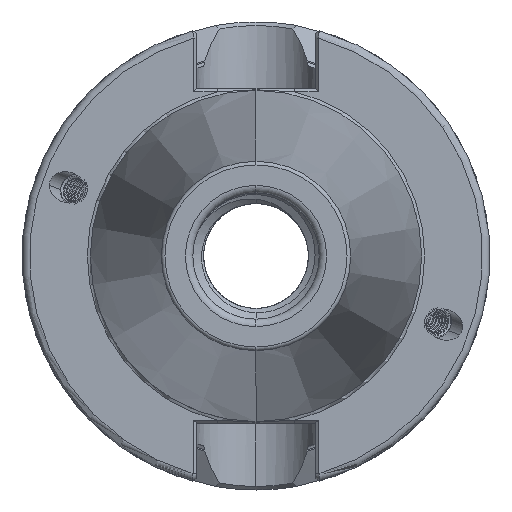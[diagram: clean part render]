
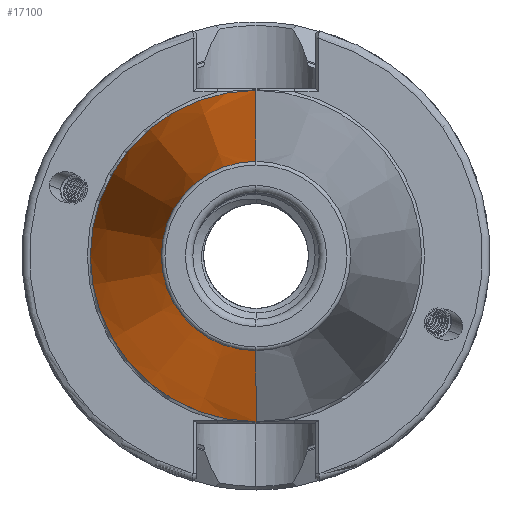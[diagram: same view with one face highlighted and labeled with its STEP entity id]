
A CAD part, left-side view. The second image highlights one B-rep face of the part: STEP entity #17100.
In plain terms, the highlighted conical face has half-angle 8.297 degrees and reference radius 22.298 mm.
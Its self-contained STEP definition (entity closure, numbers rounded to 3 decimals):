
#2746 = FACE_OUTER_BOUND ( 'NONE', #6569, .T. ) ;
#2765 = CONICAL_SURFACE ( 'NONE', #14835, 22.298, 0.145 ) ;
#3379 = VERTEX_POINT ( 'NONE', #7516 ) ;
#3382 = VERTEX_POINT ( 'NONE', #7476 ) ;
#3385 = VERTEX_POINT ( 'NONE', #7501 ) ;
#4747 = ORIENTED_EDGE ( 'NONE', *, *, #4870, .F. ) ;
#4751 = ORIENTED_EDGE ( 'NONE', *, *, #4879, .T. ) ;
#4755 = ORIENTED_EDGE ( 'NONE', *, *, #4867, .T. ) ;
#4762 = ORIENTED_EDGE ( 'NONE', *, *, #4909, .F. ) ;
#4867 = EDGE_CURVE ( 'NONE', #3382, #3385, #9215, .T. ) ;
#4870 = EDGE_CURVE ( 'NONE', #18213, #3385, #9245, .T. ) ;
#4879 = EDGE_CURVE ( 'NONE', #3379, #3382, #9232, .T. ) ;
#4909 = EDGE_CURVE ( 'NONE', #3379, #18213, #9296, .T. ) ;
#6569 = EDGE_LOOP ( 'NONE', ( #4751, #4755, #4747, #4762 ) ) ;
#7075 = CARTESIAN_POINT ( 'NONE',  ( -1.5, 0., -22.298 ) ) ;
#7077 = DIRECTION ( 'NONE',  ( 0.99, 0., -0.144 ) ) ;
#7476 = CARTESIAN_POINT ( 'NONE',  ( -66.972, 0., 12.75 ) ) ;
#7501 = CARTESIAN_POINT ( 'NONE',  ( -1.5, 0., 22.298 ) ) ;
#7516 = CARTESIAN_POINT ( 'NONE',  ( -66.972, 0., -12.75 ) ) ;
#7787 = DIRECTION ( 'NONE',  ( 0., 0., -1. ) ) ;
#7789 = CARTESIAN_POINT ( 'NONE',  ( -1.5, 0., 22.298 ) ) ;
#7823 = CARTESIAN_POINT ( 'NONE',  ( -1.5, 0., 0. ) ) ;
#7837 = DIRECTION ( 'NONE',  ( 0.99, 0., 0.144 ) ) ;
#7840 = DIRECTION ( 'NONE',  ( 1., 0., 0. ) ) ;
#7857 = CARTESIAN_POINT ( 'NONE',  ( -66.972, 0., 0. ) ) ;
#7918 = DIRECTION ( 'NONE',  ( 0., 0., -1. ) ) ;
#7931 = DIRECTION ( 'NONE',  ( 1., 0., 0. ) ) ;
#9215 = LINE ( 'NONE', #7789, #9255 ) ;
#9232 = CIRCLE ( 'NONE', #18161, 12.75 ) ;
#9245 = CIRCLE ( 'NONE', #18138, 22.298 ) ;
#9255 = VECTOR ( 'NONE', #7837, 1000. ) ;
#9292 = VECTOR ( 'NONE', #7077, 1000. ) ;
#9296 = LINE ( 'NONE', #7075, #9292 ) ;
#14054 = CARTESIAN_POINT ( 'NONE',  ( -1.5, 0., -22.298 ) ) ;
#14835 = AXIS2_PLACEMENT_3D ( 'NONE', #19664, #19683, #19667 ) ;
#17100 = ADVANCED_FACE ( 'NONE', ( #2746 ), #2765, .T. ) ;
#18138 = AXIS2_PLACEMENT_3D ( 'NONE', #7823, #7840, #7787 ) ;
#18161 = AXIS2_PLACEMENT_3D ( 'NONE', #7857, #7931, #7918 ) ;
#18213 = VERTEX_POINT ( 'NONE', #14054 ) ;
#19664 = CARTESIAN_POINT ( 'NONE',  ( -1.5, 0., 0. ) ) ;
#19667 = DIRECTION ( 'NONE',  ( 0., 0., -1. ) ) ;
#19683 = DIRECTION ( 'NONE',  ( 1., 0., 0. ) ) ;
